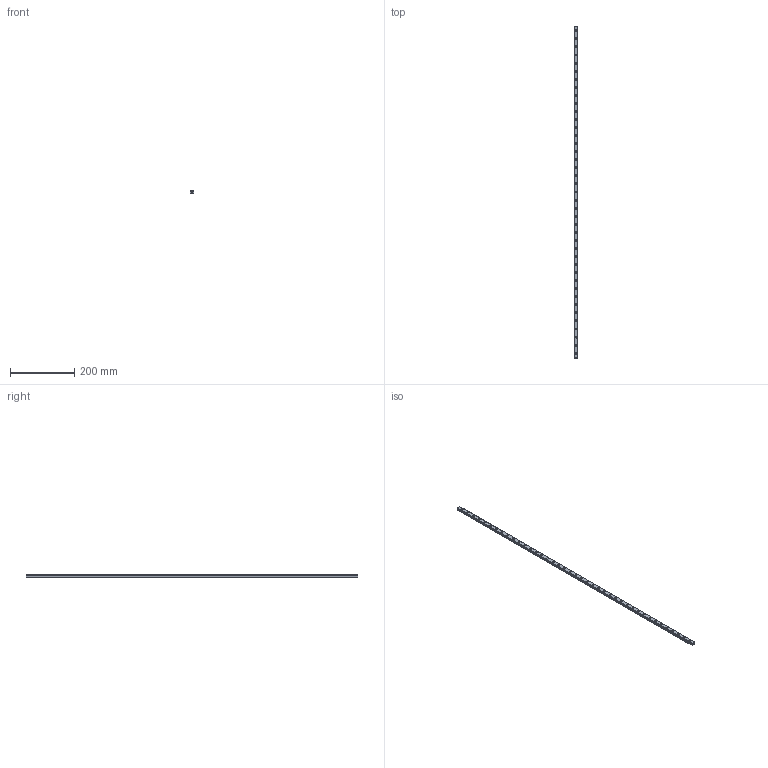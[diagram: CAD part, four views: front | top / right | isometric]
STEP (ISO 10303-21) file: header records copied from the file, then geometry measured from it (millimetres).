
FILE_DESCRIPTION(('STEP AP214'),'1');
FILE_NAME('cctmp_B6B2E18B-EABC-4D21-A629-348FF65DE981_2021_02_19_11_03_43_0320..stp','2021-02-19T10:03:43',('HIWIN GmbH'),('CADClick - www.CADClick.com'),'Spatial InterOp 3D',' ','unknown authorization');
FILE_SCHEMA(('AUTOMOTIVE_DESIGN'));
Length unit declared in the file: millimetre
Products named in the file (1): MGNR12R1030CM_FILE
Bounding box: 12 x 1030 x 8 mm (x, y, z)
Volume: 88245.5 mm3; surface area: 51256.7 mm2
Topology: 1 solids, 1 shells, 464 faces, 1005 edges, 670 vertices
Faces by surface type: cylinder 262, plane 202
Entity records: 16609 total; most frequent: DIRECTION 2459, CARTESIAN_POINT 2140, ORIENTED_EDGE 2010, EDGE_CURVE 1005, AXIS2_PLACEMENT_3D 989, VERTEX_POINT 670, EDGE_LOOP 591, CIRCLE 524
